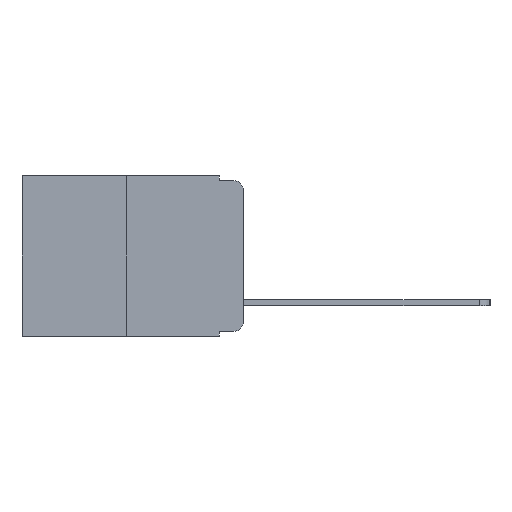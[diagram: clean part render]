
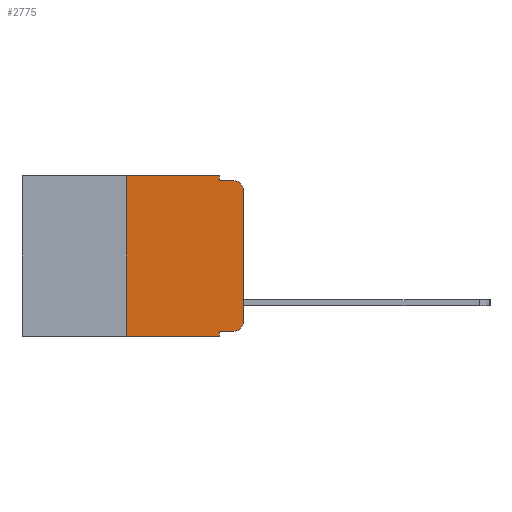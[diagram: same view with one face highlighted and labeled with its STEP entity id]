
A CAD part, left-side view. The second image highlights one B-rep face of the part: STEP entity #2775.
In plain terms, the highlighted planar face has unit normal (-1, 0, 0).
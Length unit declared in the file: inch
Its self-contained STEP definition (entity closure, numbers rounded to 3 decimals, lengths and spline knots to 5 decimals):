
#209 = ORIENTED_EDGE ( 'NONE', *, *, #1528, .F. ) ;
#212 = VERTEX_POINT ( 'NONE', #17515 ) ;
#259 = ORIENTED_EDGE ( 'NONE', *, *, #7033, .F. ) ;
#419 = VECTOR ( 'NONE', #20056, 39.37008 ) ;
#591 = CARTESIAN_POINT ( 'NONE',  ( 0., 0., -0.03 ) ) ;
#837 = VECTOR ( 'NONE', #7301, 39.37008 ) ;
#936 = ORIENTED_EDGE ( 'NONE', *, *, #8752, .F. ) ;
#1000 = LINE ( 'NONE', #18488, #9876 ) ;
#1139 = DIRECTION ( 'NONE',  ( 0., 0., -1. ) ) ;
#1259 = CARTESIAN_POINT ( 'NONE',  ( 0., 0.02, -0.03 ) ) ;
#1496 = ORIENTED_EDGE ( 'NONE', *, *, #3954, .T. ) ;
#1528 = EDGE_CURVE ( 'NONE', #212, #12008, #9727, .T. ) ;
#1716 = DIRECTION ( 'NONE',  ( 0., 0., -1. ) ) ;
#2465 = EDGE_CURVE ( 'NONE', #13163, #10181, #13360, .T. ) ;
#2475 = ORIENTED_EDGE ( 'NONE', *, *, #11909, .F. ) ;
#2775 = ADVANCED_FACE ( 'NONE', ( #13824 ), #14641, .F. ) ;
#2855 = ORIENTED_EDGE ( 'NONE', *, *, #9774, .F. ) ;
#3051 = DIRECTION ( 'NONE',  ( 0., 0., -1. ) ) ;
#3473 = AXIS2_PLACEMENT_3D ( 'NONE', #19292, #11573, #1716 ) ;
#3579 = DIRECTION ( 'NONE',  ( 0., -1., 0. ) ) ;
#3954 = EDGE_CURVE ( 'NONE', #15645, #6641, #9320, .T. ) ;
#4395 = ORIENTED_EDGE ( 'NONE', *, *, #13976, .T. ) ;
#4485 = DIRECTION ( 'NONE',  ( 0., -1., 0. ) ) ;
#4675 = ORIENTED_EDGE ( 'NONE', *, *, #11884, .T. ) ;
#4923 = VECTOR ( 'NONE', #18237, 39.37008 ) ;
#5475 = VECTOR ( 'NONE', #6587, 39.37008 ) ;
#5885 = VECTOR ( 'NONE', #4485, 39.37008 ) ;
#6051 = LINE ( 'NONE', #12809, #5475 ) ;
#6482 = CIRCLE ( 'NONE', #13043, 0.02 ) ;
#6587 = DIRECTION ( 'NONE',  ( 0., 0., 1. ) ) ;
#6641 = VERTEX_POINT ( 'NONE', #14549 ) ;
#6818 = CARTESIAN_POINT ( 'NONE',  ( 0., 0.051, -0.01 ) ) ;
#7033 = EDGE_CURVE ( 'NONE', #18508, #9072, #18319, .T. ) ;
#7227 = CIRCLE ( 'NONE', #19851, 0.02 ) ;
#7282 = CARTESIAN_POINT ( 'NONE',  ( 0., 0.473, -0.343 ) ) ;
#7301 = DIRECTION ( 'NONE',  ( 0., -1., 0. ) ) ;
#8024 = EDGE_LOOP ( 'NONE', ( #4675, #4395, #209, #936, #259, #2855, #20306, #2475, #1496, #8445 ) ) ;
#8445 = ORIENTED_EDGE ( 'NONE', *, *, #10473, .T. ) ;
#8752 = EDGE_CURVE ( 'NONE', #9072, #212, #9240, .T. ) ;
#9072 = VERTEX_POINT ( 'NONE', #20031 ) ;
#9240 = LINE ( 'NONE', #17550, #17023 ) ;
#9320 = LINE ( 'NONE', #14778, #17572 ) ;
#9338 = CARTESIAN_POINT ( 'NONE',  ( 0., 0.25, -0.343 ) ) ;
#9435 = CARTESIAN_POINT ( 'NONE',  ( 0., 0.02, -0.01 ) ) ;
#9727 = LINE ( 'NONE', #6818, #837 ) ;
#9774 = EDGE_CURVE ( 'NONE', #13163, #18508, #6051, .T. ) ;
#9876 = VECTOR ( 'NONE', #15375, 39.37008 ) ;
#10181 = VERTEX_POINT ( 'NONE', #19735 ) ;
#10473 = EDGE_CURVE ( 'NONE', #6641, #20544, #7227, .T. ) ;
#11087 = DIRECTION ( 'NONE',  ( -1., 0., 0. ) ) ;
#11573 = DIRECTION ( 'NONE',  ( 1., 0., 0. ) ) ;
#11883 = CARTESIAN_POINT ( 'NONE',  ( 0., 0.25, 0. ) ) ;
#11884 = EDGE_CURVE ( 'NONE', #20544, #18147, #1000, .T. ) ;
#11909 = EDGE_CURVE ( 'NONE', #15645, #10181, #13571, .T. ) ;
#12008 = VERTEX_POINT ( 'NONE', #9435 ) ;
#12441 = CARTESIAN_POINT ( 'NONE',  ( 0., 0.473, 0. ) ) ;
#12759 = DIRECTION ( 'NONE',  ( -1., 0., 0. ) ) ;
#12809 = CARTESIAN_POINT ( 'NONE',  ( 0., 0.25, 0. ) ) ;
#13043 = AXIS2_PLACEMENT_3D ( 'NONE', #1259, #12759, #3051 ) ;
#13163 = VERTEX_POINT ( 'NONE', #9338 ) ;
#13360 = LINE ( 'NONE', #7282, #4923 ) ;
#13571 = LINE ( 'NONE', #18549, #419 ) ;
#13824 = FACE_OUTER_BOUND ( 'NONE', #8024, .T. ) ;
#13976 = EDGE_CURVE ( 'NONE', #18147, #12008, #6482, .T. ) ;
#14549 = CARTESIAN_POINT ( 'NONE',  ( 0., 0.02, -0.333 ) ) ;
#14641 = PLANE ( 'NONE',  #3473 ) ;
#14778 = CARTESIAN_POINT ( 'NONE',  ( 0., 0.051, -0.333 ) ) ;
#15375 = DIRECTION ( 'NONE',  ( 0., 0., 1. ) ) ;
#15645 = VERTEX_POINT ( 'NONE', #18414 ) ;
#16152 = CARTESIAN_POINT ( 'NONE',  ( 0., 0., -0.313 ) ) ;
#17023 = VECTOR ( 'NONE', #19130, 39.37008 ) ;
#17515 = CARTESIAN_POINT ( 'NONE',  ( 0., 0.051, -0.01 ) ) ;
#17550 = CARTESIAN_POINT ( 'NONE',  ( 0., 0.051, 0. ) ) ;
#17572 = VECTOR ( 'NONE', #3579, 39.37008 ) ;
#18147 = VERTEX_POINT ( 'NONE', #591 ) ;
#18237 = DIRECTION ( 'NONE',  ( 0., -1., 0. ) ) ;
#18319 = LINE ( 'NONE', #12441, #5885 ) ;
#18414 = CARTESIAN_POINT ( 'NONE',  ( 0., 0.051, -0.333 ) ) ;
#18488 = CARTESIAN_POINT ( 'NONE',  ( 0., 0., 0. ) ) ;
#18508 = VERTEX_POINT ( 'NONE', #11883 ) ;
#18549 = CARTESIAN_POINT ( 'NONE',  ( 0., 0.051, 0. ) ) ;
#19130 = DIRECTION ( 'NONE',  ( 0., 0., -1. ) ) ;
#19292 = CARTESIAN_POINT ( 'NONE',  ( 0., 0.473, 0. ) ) ;
#19735 = CARTESIAN_POINT ( 'NONE',  ( 0., 0.051, -0.343 ) ) ;
#19851 = AXIS2_PLACEMENT_3D ( 'NONE', #20313, #11087, #1139 ) ;
#20031 = CARTESIAN_POINT ( 'NONE',  ( 0., 0.051, 0. ) ) ;
#20056 = DIRECTION ( 'NONE',  ( 0., 0., -1. ) ) ;
#20306 = ORIENTED_EDGE ( 'NONE', *, *, #2465, .T. ) ;
#20313 = CARTESIAN_POINT ( 'NONE',  ( 0., 0.02, -0.313 ) ) ;
#20544 = VERTEX_POINT ( 'NONE', #16152 ) ;
